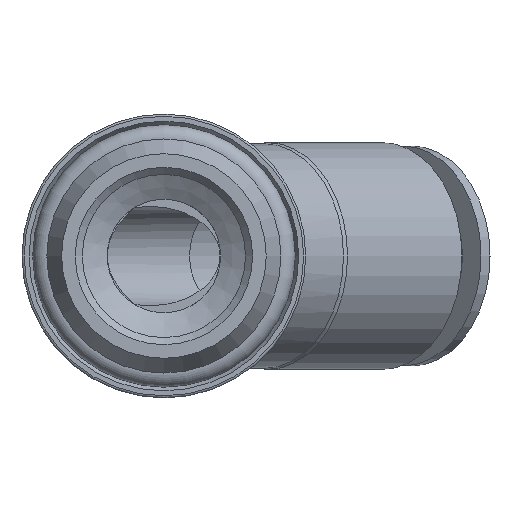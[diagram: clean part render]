
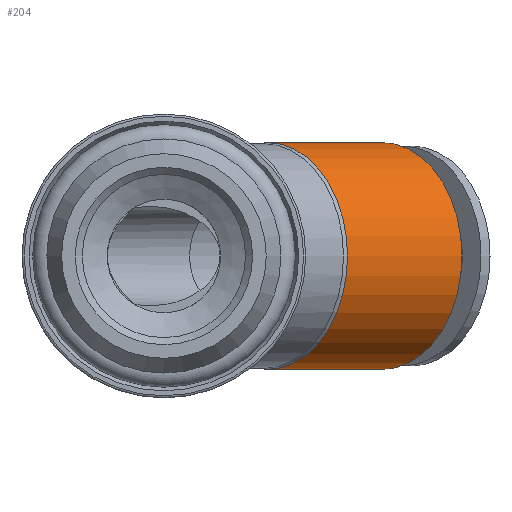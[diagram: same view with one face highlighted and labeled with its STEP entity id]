
A CAD part, front view. The second image highlights one B-rep face of the part: STEP entity #204.
In plain terms, the highlighted cylindrical face has radius 8 mm (diameter 16 mm), a full revolution.
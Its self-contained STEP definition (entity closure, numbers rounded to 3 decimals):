
#204 = ADVANCED_FACE( 'NONE', ( #316, #317 ), #318, .T. );
#316 = FACE_OUTER_BOUND( '', #609, .T. );
#317 = FACE_OUTER_BOUND( '', #610, .T. );
#318 = CYLINDRICAL_SURFACE( '', #611, 8. );
#609 = EDGE_LOOP( '', ( #852 ) );
#610 = EDGE_LOOP( '', ( #853 ) );
#611 = AXIS2_PLACEMENT_3D( '', #854, #855, #856 );
#852 = ORIENTED_EDGE( '', *, *, #971, .T. );
#853 = ORIENTED_EDGE( '', *, *, #966, .T. );
#854 = CARTESIAN_POINT( '', ( -2.651, -2.651, 0. ) );
#855 = DIRECTION( '', ( -0.707, -0.707, 0. ) );
#856 = DIRECTION( '', ( 0.707, -0.707, 0. ) );
#966 = EDGE_CURVE( 'NONE', #1068, #1068, #1069, .T. );
#971 = EDGE_CURVE( 'NONE', #1078, #1078, #1079, .T. );
#1068 = VERTEX_POINT( '', #1428 );
#1069 = CIRCLE( '', #1429, 8. );
#1078 = VERTEX_POINT( '', #1438 );
#1079 = CIRCLE( '', #1439, 8. );
#1428 = CARTESIAN_POINT( '', ( 12.94, 1.626, 0. ) );
#1429 = AXIS2_PLACEMENT_3D( '', #1570, #1571, #1572 );
#1438 = CARTESIAN_POINT( '', ( 21.001, 9.687, 0. ) );
#1439 = AXIS2_PLACEMENT_3D( '', #1585, #1586, #1587 );
#1570 = CARTESIAN_POINT( '', ( 7.283, 7.283, 0. ) );
#1571 = DIRECTION( '', ( 0.707, 0.707, 0. ) );
#1572 = DIRECTION( '', ( 0.707, -0.707, 0. ) );
#1585 = CARTESIAN_POINT( '', ( 15.344, 15.344, 0. ) );
#1586 = DIRECTION( '', ( -0.707, -0.707, 0. ) );
#1587 = DIRECTION( '', ( 0.707, -0.707, 0. ) );
